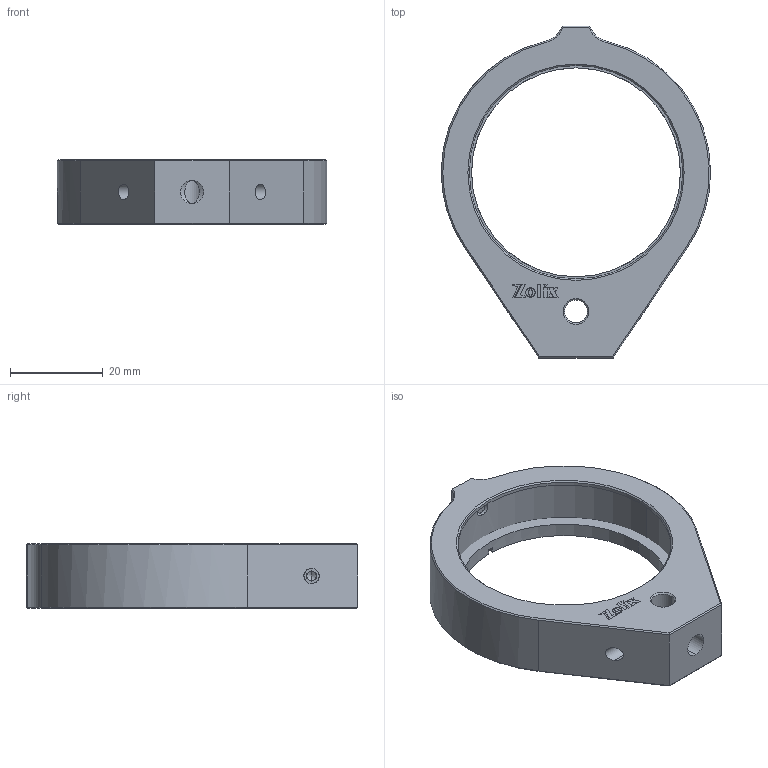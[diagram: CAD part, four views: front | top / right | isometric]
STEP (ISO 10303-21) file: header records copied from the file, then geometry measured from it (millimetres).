
FILE_DESCRIPTION (( 'STEP AP214' ), '1' );
FILE_NAME ('NLB50-B.step', '2019-05-10T01:44:27', ( '' ), ( '' ), 'SwSTEP 2.0', 'SolidWorks 2016', '' );
FILE_SCHEMA (( 'AUTOMOTIVE_DESIGN' ));
Length unit declared in the file: millimetre
Products named in the file (1): NLB50-B
Bounding box: 58 x 71.5 x 14 mm (x, y, z)
Volume: 15492.2 mm3; surface area: 10167.3 mm2
Topology: 8 solids, 8 shells, 302 faces, 774 edges, 493 vertices
Faces by surface type: plane 224, cone 43, cylinder 35
Entity records: 12607 total; most frequent: CARTESIAN_POINT 1812, ORIENTED_EDGE 1536, DIRECTION 1478, EDGE_CURVE 768, VECTOR 616, LINE 616, VERTEX_POINT 493, AXIS2_PLACEMENT_3D 431
